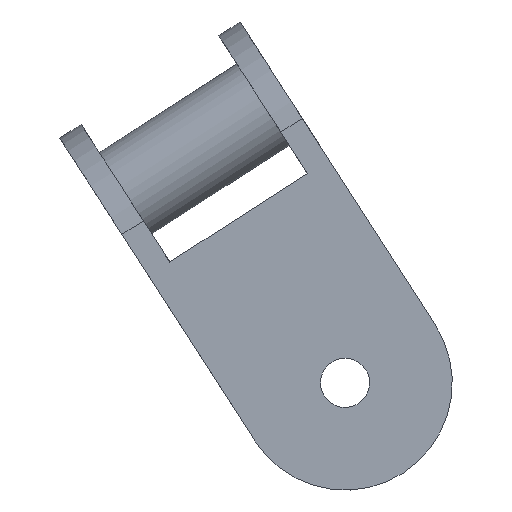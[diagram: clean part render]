
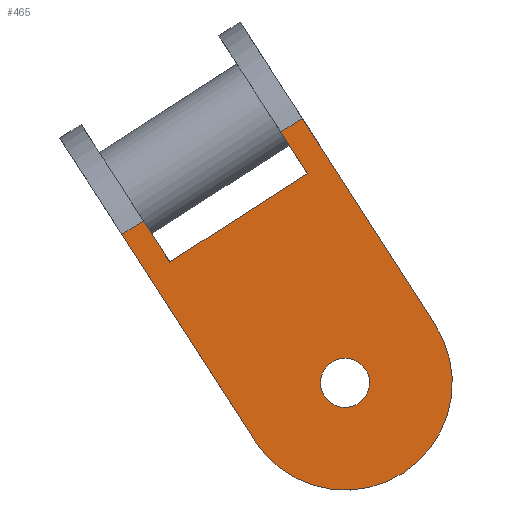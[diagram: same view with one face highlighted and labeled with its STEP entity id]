
A CAD part, front view. The second image highlights one B-rep face of the part: STEP entity #465.
In plain terms, the highlighted planar face has unit normal (0, -1, 0).
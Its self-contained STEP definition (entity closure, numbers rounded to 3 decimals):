
#48=FACE_BOUND('',#113,.T.);
#60=PLANE('',#543);
#79=FACE_OUTER_BOUND('',#112,.T.);
#112=EDGE_LOOP('',(#406,#407,#408,#409,#410,#411,#412,#413));
#113=EDGE_LOOP('',(#414));
#126=LINE('',#748,#162);
#132=LINE('',#767,#168);
#136=LINE('',#780,#172);
#143=LINE('',#803,#179);
#148=LINE('',#817,#184);
#149=LINE('',#819,#185);
#150=LINE('',#821,#186);
#162=VECTOR('',#603,10.);
#168=VECTOR('',#621,10.);
#172=VECTOR('',#631,10.);
#179=VECTOR('',#652,10.);
#184=VECTOR('',#669,10.);
#185=VECTOR('',#672,10.);
#186=VECTOR('',#675,10.);
#213=CIRCLE('',#544,6.55);
#214=CIRCLE('',#545,1.5);
#227=VERTEX_POINT('',#745);
#228=VERTEX_POINT('',#747);
#234=VERTEX_POINT('',#764);
#235=VERTEX_POINT('',#766);
#239=VERTEX_POINT('',#776);
#241=VERTEX_POINT('',#779);
#249=VERTEX_POINT('',#801);
#250=VERTEX_POINT('',#802);
#254=VERTEX_POINT('',#828);
#270=EDGE_CURVE('',#228,#227,#126,.T.);
#280=EDGE_CURVE('',#235,#234,#132,.T.);
#286=EDGE_CURVE('',#241,#239,#136,.T.);
#298=EDGE_CURVE('',#249,#250,#143,.T.);
#306=EDGE_CURVE('',#239,#249,#148,.T.);
#307=EDGE_CURVE('',#235,#250,#149,.T.);
#308=EDGE_CURVE('',#241,#227,#150,.T.);
#311=EDGE_CURVE('',#234,#228,#213,.T.);
#312=EDGE_CURVE('',#254,#254,#214,.T.);
#406=ORIENTED_EDGE('',*,*,#306,.T.);
#407=ORIENTED_EDGE('',*,*,#298,.T.);
#408=ORIENTED_EDGE('',*,*,#307,.F.);
#409=ORIENTED_EDGE('',*,*,#280,.T.);
#410=ORIENTED_EDGE('',*,*,#311,.T.);
#411=ORIENTED_EDGE('',*,*,#270,.T.);
#412=ORIENTED_EDGE('',*,*,#308,.F.);
#413=ORIENTED_EDGE('',*,*,#286,.T.);
#414=ORIENTED_EDGE('',*,*,#312,.T.);
#465=ADVANCED_FACE('',(#79,#48),#60,.T.);
#543=AXIS2_PLACEMENT_3D('',#826,#682,#683);
#544=AXIS2_PLACEMENT_3D('',#827,#684,#685);
#545=AXIS2_PLACEMENT_3D('',#829,#686,#687);
#603=DIRECTION('',(-0.5,0.,0.866));
#621=DIRECTION('',(0.5,0.,-0.866));
#631=DIRECTION('',(0.5,0.,-0.866));
#652=DIRECTION('',(-0.5,0.,0.866));
#669=DIRECTION('',(-0.866,0.,-0.5));
#672=DIRECTION('',(0.866,0.,0.5));
#675=DIRECTION('',(0.866,0.,0.5));
#682=DIRECTION('center_axis',(0.,-1.,0.));
#683=DIRECTION('ref_axis',(1.,0.,0.));
#684=DIRECTION('center_axis',(0.,-1.,0.));
#685=DIRECTION('ref_axis',(-0.866,0.,-0.5));
#686=DIRECTION('center_axis',(0.,1.,0.));
#687=DIRECTION('ref_axis',(1.,0.,0.));
#745=CARTESIAN_POINT('',(-10.578,44.35,31.421));
#747=CARTESIAN_POINT('',(-3.078,44.35,18.43));
#748=CARTESIAN_POINT('',(-3.078,44.35,18.43));
#764=CARTESIAN_POINT('',(-14.422,44.35,11.88));
#766=CARTESIAN_POINT('',(-21.922,44.35,24.871));
#767=CARTESIAN_POINT('',(-25.422,44.35,30.933));
#776=CARTESIAN_POINT('',(-10.42,44.35,28.048));
#779=CARTESIAN_POINT('',(-11.92,44.35,30.646));
#780=CARTESIAN_POINT('',(-9.76,44.35,26.906));
#801=CARTESIAN_POINT('',(-19.08,44.35,23.048));
#802=CARTESIAN_POINT('',(-20.58,44.35,25.646));
#803=CARTESIAN_POINT('',(-20.921,44.35,26.236));
#817=CARTESIAN_POINT('',(-12.97,44.35,26.576));
#819=CARTESIAN_POINT('',(-19.276,44.35,26.399));
#821=CARTESIAN_POINT('',(-14.47,44.35,29.174));
#826=CARTESIAN_POINT('Origin',(-13.811,44.35,23.044));
#827=CARTESIAN_POINT('Origin',(-8.75,44.35,15.155));
#828=CARTESIAN_POINT('',(-10.25,44.35,15.155));
#829=CARTESIAN_POINT('Origin',(-8.75,44.35,15.155));
